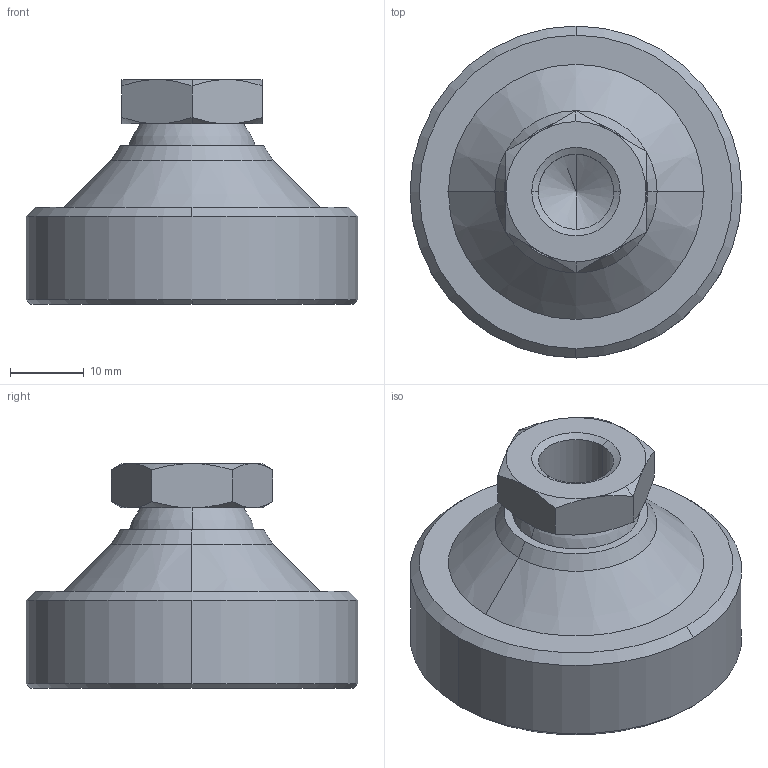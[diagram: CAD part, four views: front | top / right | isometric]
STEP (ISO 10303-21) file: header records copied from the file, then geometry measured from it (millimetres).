
FILE_DESCRIPTION(('STEP AP214'),'1');
FILE_NAME('HALDERN_EH_22590_1012.stp','2020-02-28T09:43:32',('TraceParts'),('TraceParts S.A.'),'Spatial InterOp 3D',' ',' ');
FILE_SCHEMA(('AUTOMOTIVE_DESIGN { 1 0 10303 214 1 1 1 1 }'));
Length unit declared in the file: millimetre
Products named in the file (1): HALDERN_EH_22590_1012_1
Bounding box: 45 x 45 x 30.5 mm (x, y, z)
Volume: 26594.5 mm3; surface area: 12630.4 mm2
Topology: 3 solids, 3 shells, 64 faces, 142 edges, 83 vertices
Faces by surface type: cone 36, plane 14, cylinder 10, sphere 4
Entity records: 2264 total; most frequent: CARTESIAN_POINT 334, DIRECTION 318, ORIENTED_EDGE 272, AXIS2_PLACEMENT_3D 139, EDGE_CURVE 136, VERTEX_POINT 83, CIRCLE 72, EDGE_LOOP 69
